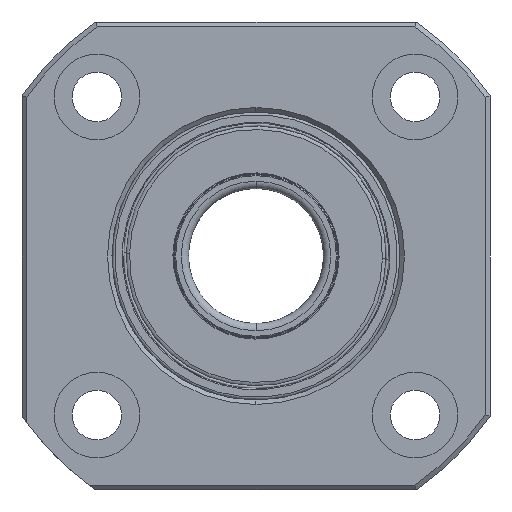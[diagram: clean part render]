
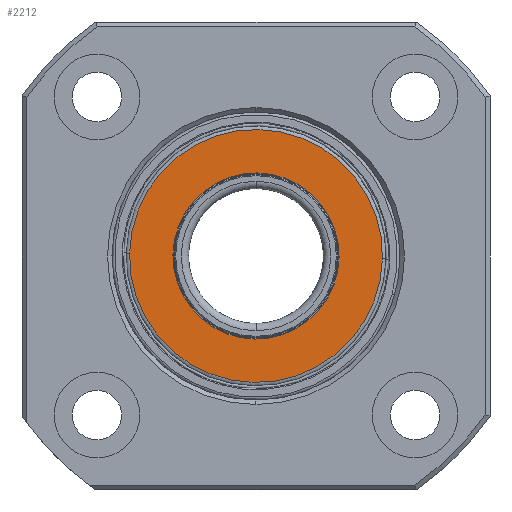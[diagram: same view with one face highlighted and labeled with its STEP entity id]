
A CAD part, left-side view. The second image highlights one B-rep face of the part: STEP entity #2212.
In plain terms, the highlighted planar face has unit normal (-1, 0, 0).
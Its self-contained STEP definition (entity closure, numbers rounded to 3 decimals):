
#1654 = DIRECTION ( 'NONE',  ( 0., -1., -0.023 ) ) ;
#1655 = DIRECTION ( 'NONE',  ( 1., 0., 0. ) ) ;
#1656 = AXIS2_PLACEMENT_3D ( 'NONE', #1661, #1655, #1654 ) ;
#1657 = CIRCLE ( 'NONE', #1656, 14.052 ) ;
#1661 = CARTESIAN_POINT ( 'NONE',  ( 4.6, 0., 0. ) ) ;
#1665 = DIRECTION ( 'NONE',  ( 0., -1., -0.023 ) ) ;
#1666 = DIRECTION ( 'NONE',  ( 1., 0., 0. ) ) ;
#1667 = AXIS2_PLACEMENT_3D ( 'NONE', #1669, #1666, #1665 ) ;
#1669 = CARTESIAN_POINT ( 'NONE',  ( 4.6, 0.214, -9.233 ) ) ;
#1670 = PLANE ( 'NONE',  #1667 ) ;
#1671 = FACE_BOUND ( 'NONE', #2204, .T. ) ;
#1672 = FACE_OUTER_BOUND ( 'NONE', #2206, .T. ) ;
#2204 = EDGE_LOOP ( 'NONE', ( #2205, #2250 ) ) ;
#2205 = ORIENTED_EDGE ( 'NONE', *, *, #2248, .T. ) ;
#2206 = EDGE_LOOP ( 'NONE', ( #2208, #2207 ) ) ;
#2207 = ORIENTED_EDGE ( 'NONE', *, *, #2228, .F. ) ;
#2208 = ORIENTED_EDGE ( 'NONE', *, *, #7093, .F. ) ;
#2212 = ADVANCED_FACE ( 'NONE', ( #1672, #1671 ), #1670, .F. ) ;
#2228 = EDGE_CURVE ( 'NONE', #7095, #7096, #1657, .T. ) ;
#2248 = EDGE_CURVE ( 'NONE', #7078, #7081, #4730, .T. ) ;
#2250 = ORIENTED_EDGE ( 'NONE', *, *, #7083, .T. ) ;
#4726 = DIRECTION ( 'NONE',  ( 0., -1., -0.023 ) ) ;
#4727 = DIRECTION ( 'NONE',  ( 1., 0., 0. ) ) ;
#4728 = CARTESIAN_POINT ( 'NONE',  ( 4.6, 0., 0. ) ) ;
#4729 = AXIS2_PLACEMENT_3D ( 'NONE', #4728, #4727, #4726 ) ;
#4730 = CIRCLE ( 'NONE', #4729, 9.235 ) ;
#4876 = CARTESIAN_POINT ( 'NONE',  ( 4.6, 0., 0. ) ) ;
#4877 = AXIS2_PLACEMENT_3D ( 'NONE', #4876, #4939, #4938 ) ;
#4878 = CIRCLE ( 'NONE', #4877, 9.235 ) ;
#4879 = CARTESIAN_POINT ( 'NONE',  ( 4.6, 9.233, 0.214 ) ) ;
#4884 = CARTESIAN_POINT ( 'NONE',  ( 4.6, -9.233, -0.214 ) ) ;
#4911 = DIRECTION ( 'NONE',  ( 0., -1., -0.023 ) ) ;
#4912 = DIRECTION ( 'NONE',  ( 1., 0., 0. ) ) ;
#4913 = CARTESIAN_POINT ( 'NONE',  ( 4.6, 0., 0. ) ) ;
#4914 = AXIS2_PLACEMENT_3D ( 'NONE', #4913, #4912, #4911 ) ;
#4919 = CIRCLE ( 'NONE', #4914, 14.052 ) ;
#4938 = DIRECTION ( 'NONE',  ( 0., -1., -0.023 ) ) ;
#4939 = DIRECTION ( 'NONE',  ( 1., 0., 0. ) ) ;
#4966 = CARTESIAN_POINT ( 'NONE',  ( 4.6, -14.049, -0.326 ) ) ;
#4967 = CARTESIAN_POINT ( 'NONE',  ( 4.6, 14.049, 0.326 ) ) ;
#7078 = VERTEX_POINT ( 'NONE', #4884 ) ;
#7081 = VERTEX_POINT ( 'NONE', #4879 ) ;
#7083 = EDGE_CURVE ( 'NONE', #7081, #7078, #4878, .T. ) ;
#7093 = EDGE_CURVE ( 'NONE', #7096, #7095, #4919, .T. ) ;
#7095 = VERTEX_POINT ( 'NONE', #4967 ) ;
#7096 = VERTEX_POINT ( 'NONE', #4966 ) ;
